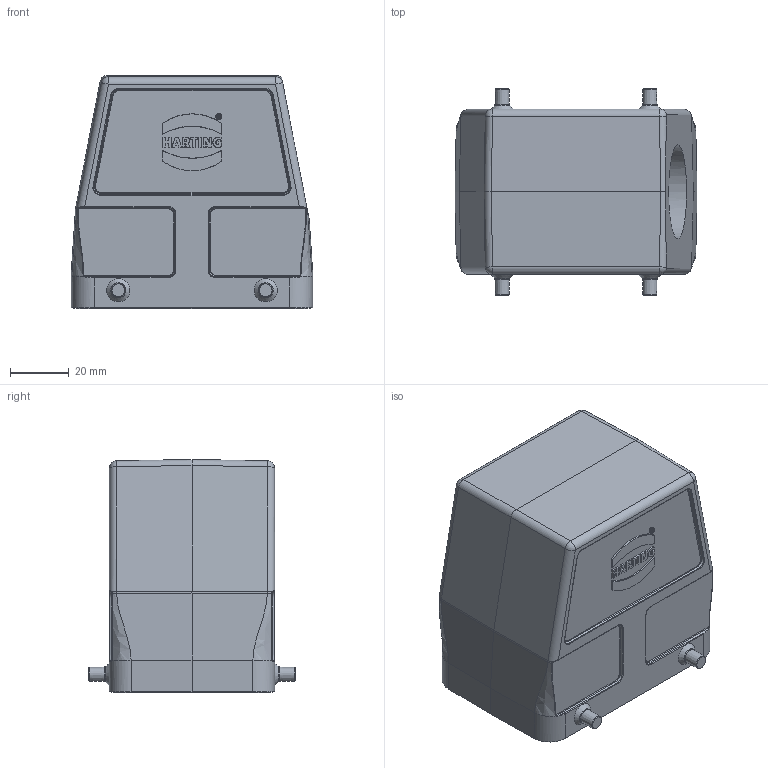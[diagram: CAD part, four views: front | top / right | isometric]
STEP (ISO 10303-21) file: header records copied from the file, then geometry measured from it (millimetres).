
FILE_DESCRIPTION(/* description */ (''),/* implementation_level */ '2;1');
FILE_NAME(/* name */ '100094842ugm000_c.stp',/* time_stamp */ '2017-11-06T10:54:49+01:00',/* author */ (''),/* organization */ (''),/* preprocessor_version */ 'ST-DEVELOPER v16',/* originating_system */ 'SIEMENS PLM Software NX 10.0',/* authorisation */ '');
FILE_SCHEMA (('AUTOMOTIVE_DESIGN { 1 0 10303 214 3 1 1 1 }'));
Length unit declared in the file: millimetre
Products named in the file (1): 100094842ugm000_c
Bounding box: 82 x 70.2 x 79 mm (x, y, z)
Volume: 75749.9 mm3; surface area: 45932.9 mm2
Topology: 1 solids, 1 shells, 636 faces, 1936 edges, 1671 vertices
Faces by surface type: plane 271, cylinder 169, bspline 140, cone 40, torus 12, sphere 4
Full cylindrical faces by diameter (mm): 3 x8, 32 x1
Entity records: 26461 total; most frequent: CARTESIAN_POINT 8830, ORIENTED_EDGE 2992, DIRECTION 2921, EDGE_CURVE 1496, AXIS2_PLACEMENT_3D 1008, VERTEX_POINT 940, LINE 905, VECTOR 905
